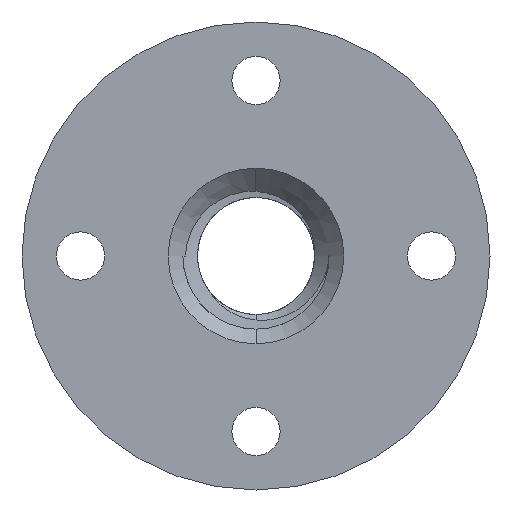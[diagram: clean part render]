
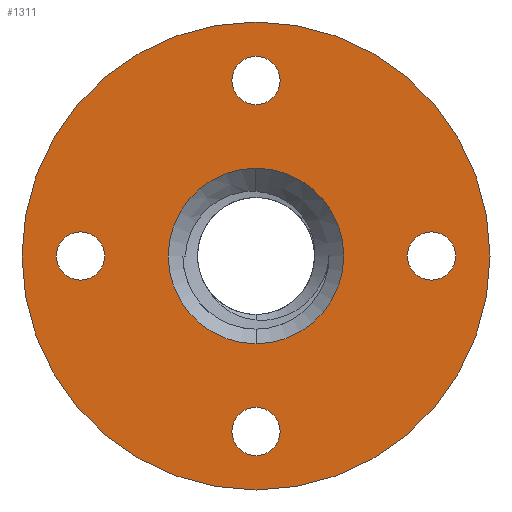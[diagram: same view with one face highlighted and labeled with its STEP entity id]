
A CAD part, front view. The second image highlights one B-rep face of the part: STEP entity #1311.
In plain terms, the highlighted planar face has unit normal (0, -1, 0).
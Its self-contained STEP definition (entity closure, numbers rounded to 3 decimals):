
#44 = EDGE_LOOP ( 'NONE', ( #253, #629 ) ) ;
#67 = ORIENTED_EDGE ( 'NONE', *, *, #511, .F. ) ;
#73 = CIRCLE ( 'NONE', #2609, 6. ) ;
#75 = VERTEX_POINT ( 'NONE', #1228 ) ;
#84 = FACE_OUTER_BOUND ( 'NONE', #499, .T. ) ;
#86 = VERTEX_POINT ( 'NONE', #3081 ) ;
#91 = DIRECTION ( 'NONE',  ( 0., -1., 0. ) ) ;
#121 = CARTESIAN_POINT ( 'NONE',  ( 12., 0., 0. ) ) ;
#175 = ORIENTED_EDGE ( 'NONE', *, *, #809, .T. ) ;
#177 = CARTESIAN_POINT ( 'NONE',  ( 0., 0., -12. ) ) ;
#224 = AXIS2_PLACEMENT_3D ( 'NONE', #1920, #887, #627 ) ;
#237 = EDGE_CURVE ( 'NONE', #86, #1488, #2328, .T. ) ;
#253 = ORIENTED_EDGE ( 'NONE', *, *, #2727, .F. ) ;
#458 = DIRECTION ( 'NONE',  ( 0., -1., 0. ) ) ;
#497 = AXIS2_PLACEMENT_3D ( 'NONE', #648, #1734, #2207 ) ;
#499 = EDGE_LOOP ( 'NONE', ( #175, #1335 ) ) ;
#501 = EDGE_CURVE ( 'NONE', #2764, #704, #1270, .T. ) ;
#511 = EDGE_CURVE ( 'NONE', #815, #2809, #2433, .T. ) ;
#558 = VERTEX_POINT ( 'NONE', #1943 ) ;
#581 = DIRECTION ( 'NONE',  ( 0., 0., -1. ) ) ;
#627 = DIRECTION ( 'NONE',  ( 0., 0., -1. ) ) ;
#629 = ORIENTED_EDGE ( 'NONE', *, *, #501, .F. ) ;
#644 = EDGE_LOOP ( 'NONE', ( #974, #3223 ) ) ;
#647 = DIRECTION ( 'NONE',  ( 0., -1., 0. ) ) ;
#648 = CARTESIAN_POINT ( 'NONE',  ( 12., 0., 0. ) ) ;
#659 = AXIS2_PLACEMENT_3D ( 'NONE', #3202, #1890, #826 ) ;
#688 = DIRECTION ( 'NONE',  ( 0., 0., -1. ) ) ;
#701 = DIRECTION ( 'NONE',  ( 0., 0., -1. ) ) ;
#704 = VERTEX_POINT ( 'NONE', #2471 ) ;
#739 = ORIENTED_EDGE ( 'NONE', *, *, #1657, .F. ) ;
#769 = EDGE_LOOP ( 'NONE', ( #1014, #2500 ) ) ;
#809 = EDGE_CURVE ( 'NONE', #558, #2518, #1480, .T. ) ;
#815 = VERTEX_POINT ( 'NONE', #1942 ) ;
#819 = VERTEX_POINT ( 'NONE', #2192 ) ;
#826 = DIRECTION ( 'NONE',  ( 0., 0., -1. ) ) ;
#876 = DIRECTION ( 'NONE',  ( 0., -1., 0. ) ) ;
#887 = DIRECTION ( 'NONE',  ( 0., -1., 0. ) ) ;
#891 = CARTESIAN_POINT ( 'NONE',  ( -12., 0., 0. ) ) ;
#903 = VERTEX_POINT ( 'NONE', #1635 ) ;
#922 = CARTESIAN_POINT ( 'NONE',  ( 0., 0., 12. ) ) ;
#933 = AXIS2_PLACEMENT_3D ( 'NONE', #891, #1186, #1412 ) ;
#974 = ORIENTED_EDGE ( 'NONE', *, *, #1962, .F. ) ;
#1012 = EDGE_CURVE ( 'NONE', #1189, #75, #1271, .T. ) ;
#1014 = ORIENTED_EDGE ( 'NONE', *, *, #2428, .F. ) ;
#1082 = AXIS2_PLACEMENT_3D ( 'NONE', #177, #1225, #688 ) ;
#1124 = CIRCLE ( 'NONE', #1835, 1.65 ) ;
#1151 = CARTESIAN_POINT ( 'NONE',  ( 0., 0., 0. ) ) ;
#1186 = DIRECTION ( 'NONE',  ( 0., -1., 0. ) ) ;
#1189 = VERTEX_POINT ( 'NONE', #3386 ) ;
#1214 = CIRCLE ( 'NONE', #1545, 1.65 ) ;
#1225 = DIRECTION ( 'NONE',  ( 0., -1., 0. ) ) ;
#1228 = CARTESIAN_POINT ( 'NONE',  ( 0., 0., -13.65 ) ) ;
#1270 = CIRCLE ( 'NONE', #497, 1.65 ) ;
#1271 = CIRCLE ( 'NONE', #2595, 1.65 ) ;
#1280 = CIRCLE ( 'NONE', #1441, 1.65 ) ;
#1311 = ADVANCED_FACE ( 'NONE', ( #2739, #1423, #1372, #2217, #2452, #84 ), #1355, .T. ) ;
#1335 = ORIENTED_EDGE ( 'NONE', *, *, #2682, .T. ) ;
#1344 = CARTESIAN_POINT ( 'NONE',  ( 0., 0., 0. ) ) ;
#1355 = PLANE ( 'NONE',  #224 ) ;
#1372 = FACE_BOUND ( 'NONE', #769, .T. ) ;
#1412 = DIRECTION ( 'NONE',  ( 0., 0., -1. ) ) ;
#1423 = FACE_BOUND ( 'NONE', #2423, .T. ) ;
#1429 = CARTESIAN_POINT ( 'NONE',  ( 12., 0., 1.65 ) ) ;
#1441 = AXIS2_PLACEMENT_3D ( 'NONE', #922, #458, #1973 ) ;
#1480 = CIRCLE ( 'NONE', #659, 16. ) ;
#1488 = VERTEX_POINT ( 'NONE', #2129 ) ;
#1545 = AXIS2_PLACEMENT_3D ( 'NONE', #3277, #1953, #3018 ) ;
#1603 = DIRECTION ( 'NONE',  ( 0., -1., 0. ) ) ;
#1606 = DIRECTION ( 'NONE',  ( 0., -1., 0. ) ) ;
#1635 = CARTESIAN_POINT ( 'NONE',  ( 0., 0., 10.35 ) ) ;
#1655 = CARTESIAN_POINT ( 'NONE',  ( -12., 0., 1.65 ) ) ;
#1657 = EDGE_CURVE ( 'NONE', #75, #1189, #2681, .T. ) ;
#1734 = DIRECTION ( 'NONE',  ( 0., -1., 0. ) ) ;
#1794 = DIRECTION ( 'NONE',  ( 0., 0., -1. ) ) ;
#1825 = EDGE_CURVE ( 'NONE', #819, #903, #1280, .T. ) ;
#1835 = AXIS2_PLACEMENT_3D ( 'NONE', #2462, #1606, #3194 ) ;
#1868 = ORIENTED_EDGE ( 'NONE', *, *, #1012, .F. ) ;
#1890 = DIRECTION ( 'NONE',  ( 0., -1., 0. ) ) ;
#1920 = CARTESIAN_POINT ( 'NONE',  ( 5., 0., 0. ) ) ;
#1942 = CARTESIAN_POINT ( 'NONE',  ( -12., 0., -1.65 ) ) ;
#1943 = CARTESIAN_POINT ( 'NONE',  ( 0., 0., -16. ) ) ;
#1953 = DIRECTION ( 'NONE',  ( 0., -1., 0. ) ) ;
#1962 = EDGE_CURVE ( 'NONE', #1488, #86, #73, .T. ) ;
#1973 = DIRECTION ( 'NONE',  ( 0., 0., -1. ) ) ;
#1993 = CARTESIAN_POINT ( 'NONE',  ( 0., 0., -12. ) ) ;
#2075 = CARTESIAN_POINT ( 'NONE',  ( 0., 0., 0. ) ) ;
#2129 = CARTESIAN_POINT ( 'NONE',  ( 0., 0., -6. ) ) ;
#2168 = AXIS2_PLACEMENT_3D ( 'NONE', #1344, #1603, #2925 ) ;
#2192 = CARTESIAN_POINT ( 'NONE',  ( 0., 0., 13.65 ) ) ;
#2207 = DIRECTION ( 'NONE',  ( 0., 0., -1. ) ) ;
#2217 = FACE_BOUND ( 'NONE', #44, .T. ) ;
#2278 = CIRCLE ( 'NONE', #2168, 16. ) ;
#2328 = CIRCLE ( 'NONE', #2824, 6. ) ;
#2423 = EDGE_LOOP ( 'NONE', ( #67, #3319 ) ) ;
#2428 = EDGE_CURVE ( 'NONE', #903, #819, #1124, .T. ) ;
#2433 = CIRCLE ( 'NONE', #933, 1.65 ) ;
#2452 = FACE_BOUND ( 'NONE', #2577, .T. ) ;
#2462 = CARTESIAN_POINT ( 'NONE',  ( 0., 0., 12. ) ) ;
#2471 = CARTESIAN_POINT ( 'NONE',  ( 12., 0., -1.65 ) ) ;
#2500 = ORIENTED_EDGE ( 'NONE', *, *, #1825, .F. ) ;
#2518 = VERTEX_POINT ( 'NONE', #2647 ) ;
#2577 = EDGE_LOOP ( 'NONE', ( #739, #1868 ) ) ;
#2595 = AXIS2_PLACEMENT_3D ( 'NONE', #1993, #647, #701 ) ;
#2609 = AXIS2_PLACEMENT_3D ( 'NONE', #1151, #876, #581 ) ;
#2612 = AXIS2_PLACEMENT_3D ( 'NONE', #121, #91, #2812 ) ;
#2647 = CARTESIAN_POINT ( 'NONE',  ( 0., 0., 16. ) ) ;
#2666 = CIRCLE ( 'NONE', #2612, 1.65 ) ;
#2681 = CIRCLE ( 'NONE', #1082, 1.65 ) ;
#2682 = EDGE_CURVE ( 'NONE', #2518, #558, #2278, .T. ) ;
#2727 = EDGE_CURVE ( 'NONE', #704, #2764, #2666, .T. ) ;
#2739 = FACE_BOUND ( 'NONE', #644, .T. ) ;
#2764 = VERTEX_POINT ( 'NONE', #1429 ) ;
#2809 = VERTEX_POINT ( 'NONE', #1655 ) ;
#2812 = DIRECTION ( 'NONE',  ( 0., 0., -1. ) ) ;
#2824 = AXIS2_PLACEMENT_3D ( 'NONE', #2075, #2876, #1794 ) ;
#2876 = DIRECTION ( 'NONE',  ( 0., -1., 0. ) ) ;
#2925 = DIRECTION ( 'NONE',  ( 0., 0., -1. ) ) ;
#3018 = DIRECTION ( 'NONE',  ( 0., 0., -1. ) ) ;
#3081 = CARTESIAN_POINT ( 'NONE',  ( 0., 0., 6. ) ) ;
#3194 = DIRECTION ( 'NONE',  ( 0., 0., -1. ) ) ;
#3202 = CARTESIAN_POINT ( 'NONE',  ( 0., 0., 0. ) ) ;
#3223 = ORIENTED_EDGE ( 'NONE', *, *, #237, .F. ) ;
#3277 = CARTESIAN_POINT ( 'NONE',  ( -12., 0., 0. ) ) ;
#3311 = EDGE_CURVE ( 'NONE', #2809, #815, #1214, .T. ) ;
#3319 = ORIENTED_EDGE ( 'NONE', *, *, #3311, .F. ) ;
#3386 = CARTESIAN_POINT ( 'NONE',  ( 0., 0., -10.35 ) ) ;
